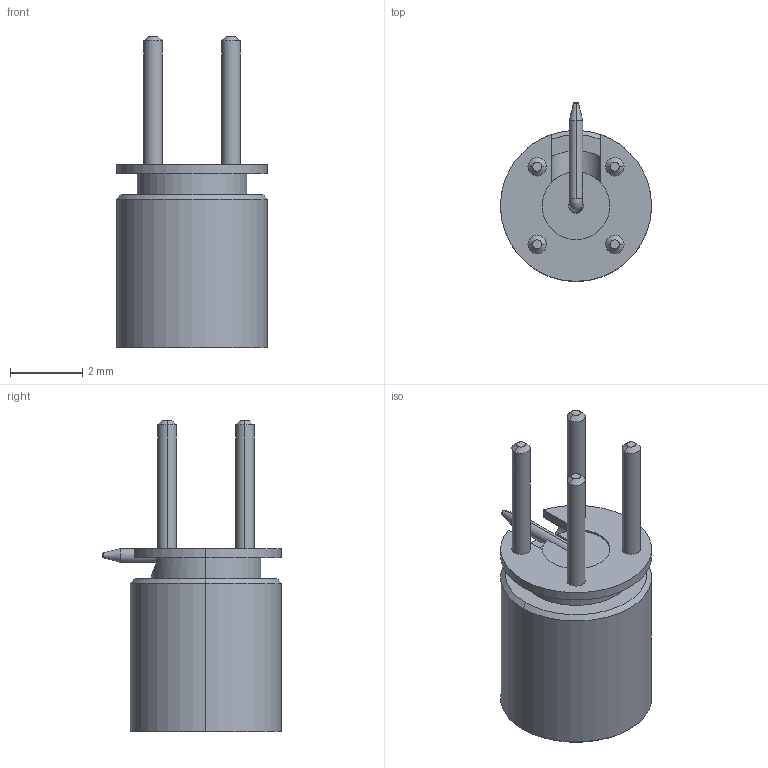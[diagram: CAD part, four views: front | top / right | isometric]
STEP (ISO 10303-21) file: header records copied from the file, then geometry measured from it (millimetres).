
FILE_DESCRIPTION (( 'STEP AP214' ), '1' );
FILE_NAME ('SC5342_3D.step', '2024-08-20T22:36:53', ( '' ), ( '' ), 'SwSTEP 2.0', 'SolidWorks 2022', '' );
FILE_SCHEMA (( 'AUTOMOTIVE_DESIGN' ));
Length unit declared in the file: inch
Products named in the file (1): SC5342_3D
Bounding box: 4.19 x 4.97 x 8.64 mm (x, y, z)
Volume: 44.4 mm3; surface area: 159.4 mm2
Topology: 1 solids, 1 shells, 80 faces, 187 edges, 114 vertices
Faces by surface type: cylinder 40, cone 18, plane 18, torus 3, sphere 1
Entity records: 2392 total; most frequent: CARTESIAN_POINT 491, DIRECTION 427, ORIENTED_EDGE 364, EDGE_CURVE 182, AXIS2_PLACEMENT_3D 177, VERTEX_POINT 112, CIRCLE 96, EDGE_LOOP 90
